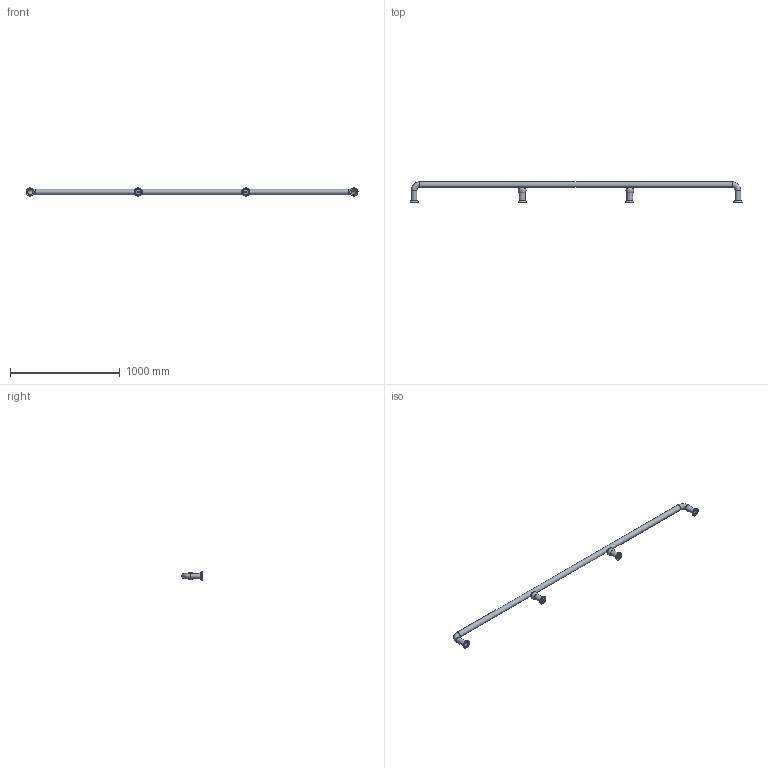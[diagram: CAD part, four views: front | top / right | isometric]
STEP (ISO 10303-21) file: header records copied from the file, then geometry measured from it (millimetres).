
FILE_DESCRIPTION(('STEP AP214'), '1');
FILE_NAME('KPSÎ705_1', '2014-12-26T11:44:02', ('UNSPECIFIED'), ('UNSPECIFIED'), 'ASCON STEP Converter 1.3', 'ASCON Math Kernel', '');
FILE_SCHEMA(('AUTOMOTIVE_DESIGN { 1 0 10303 214 3 1 1}'));
Length unit declared in the file: millimetre
Assembly tree (17 placements, depth 2):
  (unnamed)
    (unnamed)  x4
    (unnamed)  x2
    (unnamed)  x2
    (unnamed)  x2
    (unnamed)  x2
    (unnamed)  x2
    (unnamed)  x2
    (unnamed)
Bounding box: 3023.2 x 185.4 x 74 mm (x, y, z)
Volume: 863975.3 mm3; surface area: 1214618.9 mm2
Topology: 17 solids, 17 shells, 130 faces, 280 edges, 182 vertices
Faces by surface type: torus 46, cylinder 40, plane 34, bspline 8, cone 2
Full cylindrical faces by diameter (mm): 5 x2, 6 x4, 16 x4, 44.8 x2, 47.8 x7, 50 x4, 50.8 x5, 51 x4, 53.5 x2, 55.5 x2
Entity records: 5499 total; most frequent: CARTESIAN_POINT 2932, DIRECTION 308, ORIENTED_EDGE 206, AXIS2_PLACEMENT_3D 154, EDGE_LOOP 124, EDGE_CURVE 103, VERTEX_POINT 91, FACE_BOUND 83
